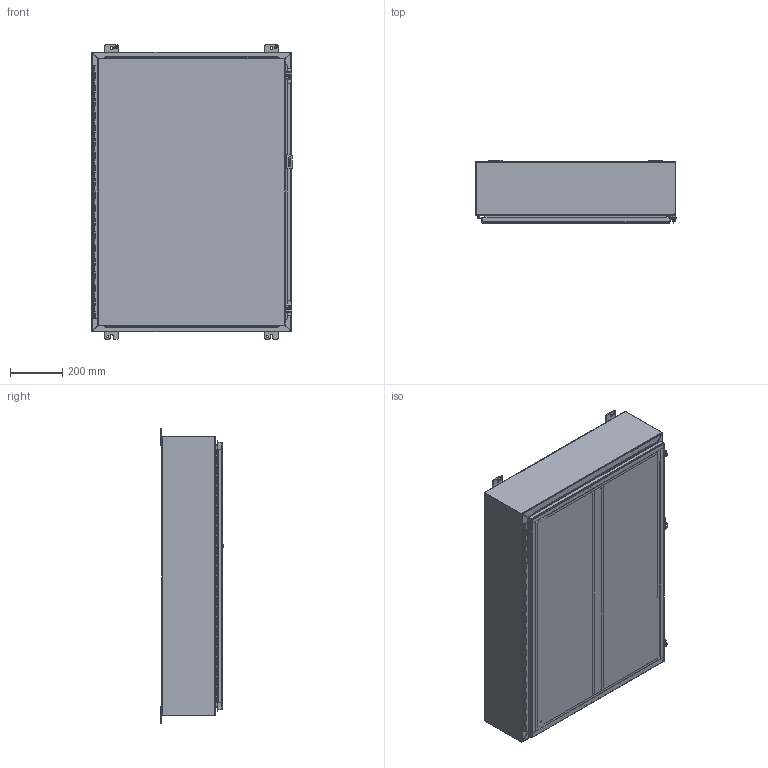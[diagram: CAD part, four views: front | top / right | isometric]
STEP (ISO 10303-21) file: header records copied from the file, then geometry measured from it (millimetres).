
FILE_DESCRIPTION (( 'STEP AP203' ), '1' );
FILE_NAME ('1418O8_Default.step', '2019-11-02T18:36:17', ( '' ), ( '' ), 'SwSTEP 2.0', 'SolidWorks 2019', '' );
FILE_SCHEMA (( 'CONFIG_CONTROL_DESIGN' ));
Length unit declared in the file: inch
Products named in the file (1): 1418O8_Default
Bounding box: 765.17 x 239.7 x 1123.95 mm (x, y, z)
Volume: 7400687.7 mm3; surface area: 7547550.1 mm2
Topology: 48 solids, 48 shells, 1523 faces, 3971 edges, 2578 vertices
Faces by surface type: plane 883, cylinder 547, bspline 78, cone 15
Entity records: 48916 total; most frequent: CARTESIAN_POINT 11088, ORIENTED_EDGE 7942, DIRECTION 7783, EDGE_CURVE 3971, VECTOR 2685, LINE 2685, VERTEX_POINT 2578, AXIS2_PLACEMENT_3D 2549
